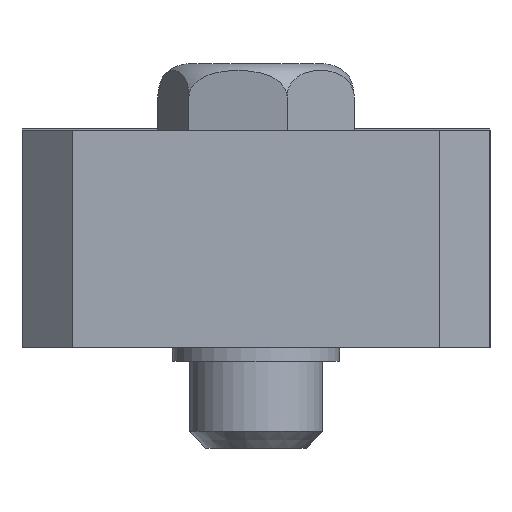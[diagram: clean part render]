
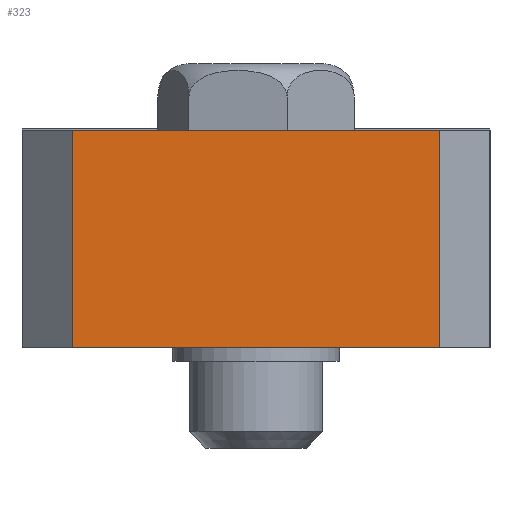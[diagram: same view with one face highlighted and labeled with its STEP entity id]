
A CAD part, left-side view. The second image highlights one B-rep face of the part: STEP entity #323.
In plain terms, the highlighted planar face has unit normal (-1, 0, 0).
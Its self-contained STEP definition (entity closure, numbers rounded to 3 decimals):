
#42 = CARTESIAN_POINT ( 'NONE',  ( 0., 3., -13. ) ) ;
#122 = FACE_OUTER_BOUND ( 'NONE', #2413, .T. ) ;
#148 = VERTEX_POINT ( 'NONE', #1148 ) ;
#253 = LINE ( 'NONE', #1078, #540 ) ;
#323 = ADVANCED_FACE ( 'NONE', ( #122 ), #613, .T. ) ;
#331 = EDGE_CURVE ( 'NONE', #148, #677, #1964, .T. ) ;
#367 = LINE ( 'NONE', #1823, #777 ) ;
#412 = CARTESIAN_POINT ( 'NONE',  ( 0., 25., -13. ) ) ;
#531 = CARTESIAN_POINT ( 'NONE',  ( 0., 3., -13. ) ) ;
#540 = VECTOR ( 'NONE', #621, 1000. ) ;
#613 = PLANE ( 'NONE',  #2168 ) ;
#621 = DIRECTION ( 'NONE',  ( 0., -1., 0. ) ) ;
#677 = VERTEX_POINT ( 'NONE', #1511 ) ;
#777 = VECTOR ( 'NONE', #1022, 1000. ) ;
#792 = ORIENTED_EDGE ( 'NONE', *, *, #1476, .F. ) ;
#1022 = DIRECTION ( 'NONE',  ( 0., -1., 0. ) ) ;
#1078 = CARTESIAN_POINT ( 'NONE',  ( 0., 3., -13. ) ) ;
#1091 = ORIENTED_EDGE ( 'NONE', *, *, #331, .F. ) ;
#1093 = ORIENTED_EDGE ( 'NONE', *, *, #2149, .T. ) ;
#1148 = CARTESIAN_POINT ( 'NONE',  ( 0., 25., -13. ) ) ;
#1169 = LINE ( 'NONE', #42, #1908 ) ;
#1194 = DIRECTION ( 'NONE',  ( 0., 0., 1. ) ) ;
#1435 = VERTEX_POINT ( 'NONE', #1870 ) ;
#1476 = EDGE_CURVE ( 'NONE', #677, #2275, #367, .T. ) ;
#1511 = CARTESIAN_POINT ( 'NONE',  ( 0., 25., 0. ) ) ;
#1514 = DIRECTION ( 'NONE',  ( 0., 0., 1. ) ) ;
#1615 = CARTESIAN_POINT ( 'NONE',  ( 0., 3., 0. ) ) ;
#1671 = VECTOR ( 'NONE', #1874, 1000. ) ;
#1751 = EDGE_CURVE ( 'NONE', #148, #1435, #253, .T. ) ;
#1823 = CARTESIAN_POINT ( 'NONE',  ( 0., 3., 0. ) ) ;
#1870 = CARTESIAN_POINT ( 'NONE',  ( 0., 3., -13. ) ) ;
#1874 = DIRECTION ( 'NONE',  ( 0., 0., 1. ) ) ;
#1908 = VECTOR ( 'NONE', #1514, 1000. ) ;
#1964 = LINE ( 'NONE', #412, #1671 ) ;
#2005 = DIRECTION ( 'NONE',  ( -1., 0., 0. ) ) ;
#2149 = EDGE_CURVE ( 'NONE', #1435, #2275, #1169, .T. ) ;
#2154 = ORIENTED_EDGE ( 'NONE', *, *, #1751, .T. ) ;
#2168 = AXIS2_PLACEMENT_3D ( 'NONE', #531, #2005, #1194 ) ;
#2275 = VERTEX_POINT ( 'NONE', #1615 ) ;
#2413 = EDGE_LOOP ( 'NONE', ( #792, #1091, #2154, #1093 ) ) ;
